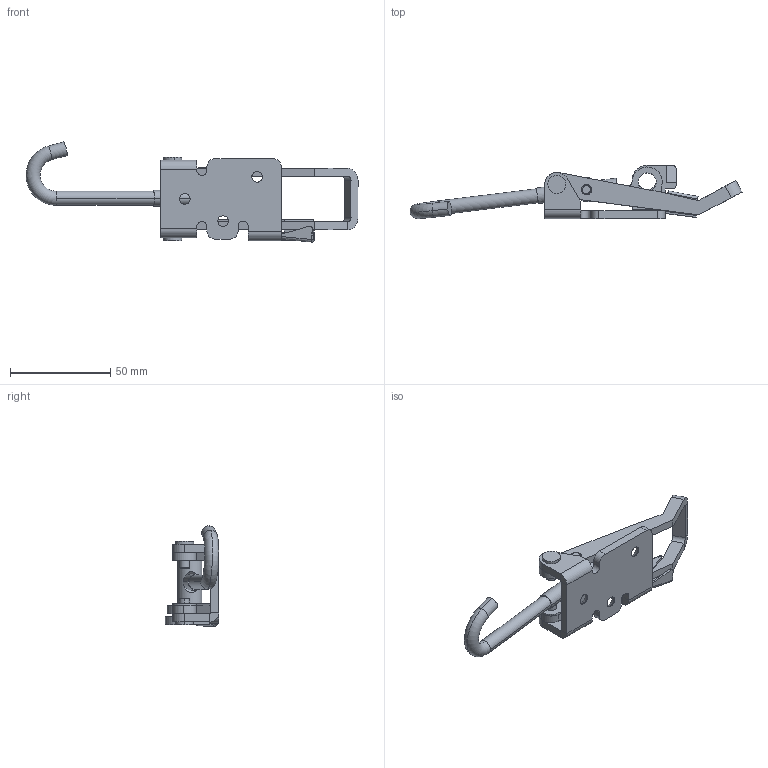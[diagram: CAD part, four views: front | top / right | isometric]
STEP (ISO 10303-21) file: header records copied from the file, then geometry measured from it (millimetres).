
FILE_DESCRIPTION (( 'STEP AP214' ), '1' );
FILE_NAME ('5209602 - 704 H LC ZP.STEP', '2017-02-08T08:45:54', ( '' ), ( '' ), 'SwSTEP 2.0', 'SolidWorks 2015', '' );
FILE_SCHEMA (( 'AUTOMOTIVE_DESIGN' ));
Length unit declared in the file: millimetre
Products named in the file (7): 704 - Safety Catch; 703 - Hake; 704 - Mid Cylinder; 704 - Rivet Gradin; 704 - Handle locking eye; 722861 - Platta 704 LC FZB Spärr; 5209602 - 704 H LC ZP
Assembly tree (7 placements, depth 2):
  5209602 - 704 H LC ZP
    722861 - Platta 704 LC FZB Spärr
    704 - Handle locking eye
    704 - Rivet Gradin  x2
    704 - Mid Cylinder
    703 - Hake
    704 - Safety Catch
Bounding box: 165.45 x 26.6 x 49.91 mm (x, y, z)
Volume: 28318.1 mm3; surface area: 21126.7 mm2
Topology: 7 solids, 7 shells, 216 faces, 505 edges, 310 vertices
Faces by surface type: plane 102, cylinder 92, cone 18, torus 2, bspline 2
Entity records: 6434 total; most frequent: CARTESIAN_POINT 1250, DIRECTION 1085, ORIENTED_EDGE 966, EDGE_CURVE 483, AXIS2_PLACEMENT_3D 399, VERTEX_POINT 296, VECTOR 287, LINE 287
